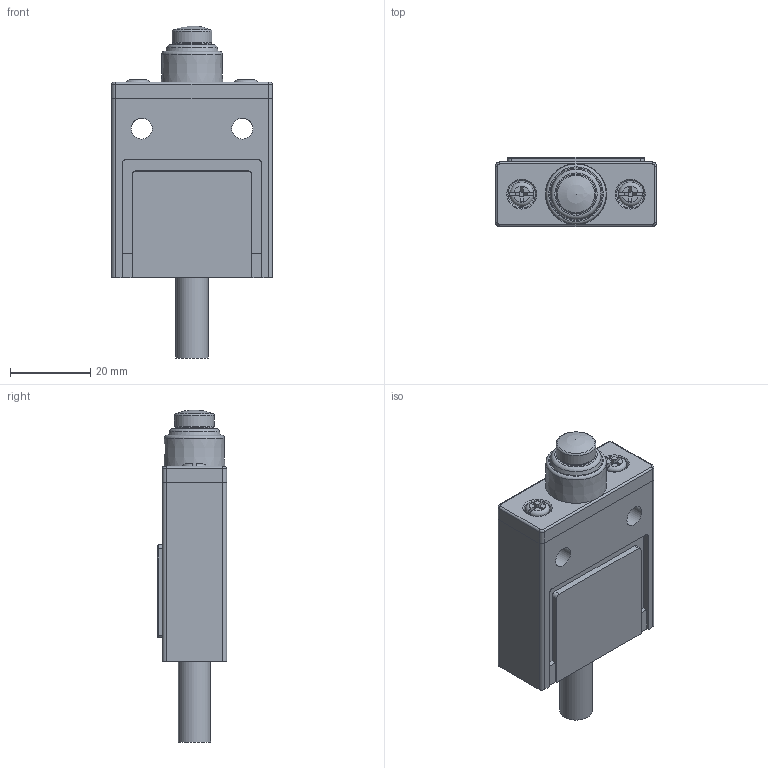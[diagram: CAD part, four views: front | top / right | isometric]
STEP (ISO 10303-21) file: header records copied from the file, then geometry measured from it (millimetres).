
FILE_DESCRIPTION(/* description */ (''),/* implementation_level */ '2;1');
FILE_NAME(/* name */ 'CDLX6HM-3111.stp',/* time_stamp */ '2025-01-04T08:16:05+08:00',/* author */ (''),/* organization */ (''),/* preprocessor_version */ 'ST-DEVELOPER v16.7',/* originating_system */ 'SIEMENS PLM Software NX 12.0',/* authorisation */ '');
FILE_SCHEMA (('AUTOMOTIVE_DESIGN { 1 0 10303 214 3 1 1 1 }'));
Length unit declared in the file: millimetre
Products named in the file (1): Admi4070FB4Ajeku
Bounding box: 40 x 17.2 x 82.5 mm (x, y, z)
Volume: 29180.7 mm3; surface area: 20510.8 mm2
Topology: 13 solids, 13 shells, 485 faces, 1218 edges, 784 vertices
Faces by surface type: plane 249, cylinder 174, bspline 24, cone 22, torus 11, sphere 5
Full cylindrical faces by diameter (mm): 2.9 x1, 3 x2, 3.5 x2, 4 x2, 5 x3, 5.2 x2, 6 x2, 6.6 x1, 6.8 x2, 7 x1, 7.5 x2, 8 x2, 8.5 x1, 9.4 x1, 9.5 x1, 9.6 x1, 9.9 x2, 10 x3, 10.153 x1, 10.8 x1, 11.2 x1, 12 x4, 12.6 x1, 12.7 x1, 13 x3, 15 x1
Entity records: 14574 total; most frequent: CARTESIAN_POINT 2955, DIRECTION 2456, ORIENTED_EDGE 2208, EDGE_CURVE 1104, AXIS2_PLACEMENT_3D 906, VERTEX_POINT 756, LINE 644, VECTOR 644
